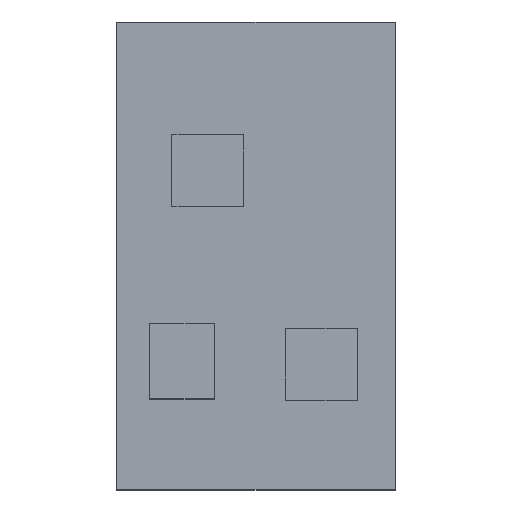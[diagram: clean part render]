
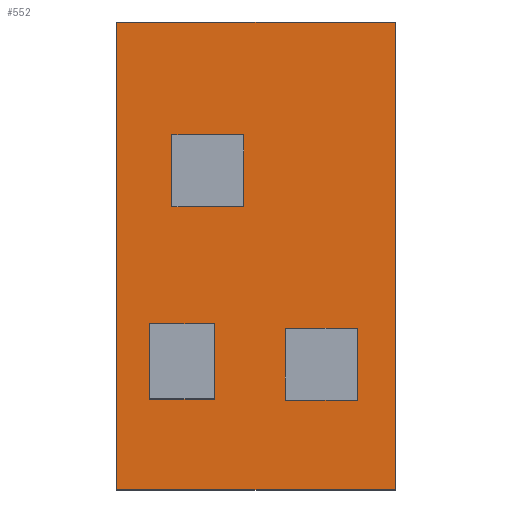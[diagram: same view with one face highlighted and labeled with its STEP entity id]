
A CAD part, top view. The second image highlights one B-rep face of the part: STEP entity #552.
In plain terms, the highlighted planar face has unit normal (0, 0, 1).
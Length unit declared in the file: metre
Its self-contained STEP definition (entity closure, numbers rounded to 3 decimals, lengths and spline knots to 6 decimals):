
#24=ORIENTED_EDGE('',*,*,#160,.T.);
#25=ORIENTED_EDGE('',*,*,#161,.T.);
#26=ORIENTED_EDGE('',*,*,#162,.F.);
#27=ORIENTED_EDGE('',*,*,#163,.F.);
#28=ORIENTED_EDGE('',*,*,#164,.F.);
#29=ORIENTED_EDGE('',*,*,#165,.T.);
#30=ORIENTED_EDGE('',*,*,#166,.T.);
#31=ORIENTED_EDGE('',*,*,#167,.F.);
#32=ORIENTED_EDGE('',*,*,#168,.F.);
#33=ORIENTED_EDGE('',*,*,#169,.T.);
#34=ORIENTED_EDGE('',*,*,#170,.T.);
#35=ORIENTED_EDGE('',*,*,#171,.F.);
#36=ORIENTED_EDGE('',*,*,#172,.F.);
#37=ORIENTED_EDGE('',*,*,#173,.T.);
#38=ORIENTED_EDGE('',*,*,#174,.T.);
#39=ORIENTED_EDGE('',*,*,#175,.F.);
#160=EDGE_CURVE('',#228,#229,#276,.T.);
#161=EDGE_CURVE('',#229,#230,#277,.T.);
#162=EDGE_CURVE('',#231,#230,#278,.T.);
#163=EDGE_CURVE('',#228,#231,#279,.T.);
#164=EDGE_CURVE('',#232,#233,#280,.T.);
#165=EDGE_CURVE('',#232,#234,#281,.T.);
#166=EDGE_CURVE('',#234,#235,#282,.T.);
#167=EDGE_CURVE('',#233,#235,#283,.T.);
#168=EDGE_CURVE('',#236,#237,#284,.T.);
#169=EDGE_CURVE('',#236,#238,#285,.T.);
#170=EDGE_CURVE('',#238,#239,#286,.T.);
#171=EDGE_CURVE('',#237,#239,#287,.T.);
#172=EDGE_CURVE('',#240,#241,#288,.T.);
#173=EDGE_CURVE('',#240,#242,#289,.T.);
#174=EDGE_CURVE('',#242,#243,#290,.T.);
#175=EDGE_CURVE('',#241,#243,#291,.T.);
#228=VERTEX_POINT('',#999);
#229=VERTEX_POINT('',#1000);
#230=VERTEX_POINT('',#1002);
#231=VERTEX_POINT('',#1004);
#232=VERTEX_POINT('',#1007);
#233=VERTEX_POINT('',#1008);
#234=VERTEX_POINT('',#1010);
#235=VERTEX_POINT('',#1012);
#236=VERTEX_POINT('',#1015);
#237=VERTEX_POINT('',#1016);
#238=VERTEX_POINT('',#1018);
#239=VERTEX_POINT('',#1020);
#240=VERTEX_POINT('',#1023);
#241=VERTEX_POINT('',#1024);
#242=VERTEX_POINT('',#1026);
#243=VERTEX_POINT('',#1028);
#276=LINE('',#998,#336);
#277=LINE('',#1001,#337);
#278=LINE('',#1003,#338);
#279=LINE('',#1005,#339);
#280=LINE('',#1006,#340);
#281=LINE('',#1009,#341);
#282=LINE('',#1011,#342);
#283=LINE('',#1013,#343);
#284=LINE('',#1014,#344);
#285=LINE('',#1017,#345);
#286=LINE('',#1019,#346);
#287=LINE('',#1021,#347);
#288=LINE('',#1022,#348);
#289=LINE('',#1025,#349);
#290=LINE('',#1027,#350);
#291=LINE('',#1029,#351);
#336=VECTOR('',#854,1.);
#337=VECTOR('',#855,1.);
#338=VECTOR('',#856,1.);
#339=VECTOR('',#857,1.);
#340=VECTOR('',#858,1.);
#341=VECTOR('',#859,1.);
#342=VECTOR('',#860,1.);
#343=VECTOR('',#861,1.);
#344=VECTOR('',#862,1.);
#345=VECTOR('',#863,1.);
#346=VECTOR('',#864,1.);
#347=VECTOR('',#865,1.);
#348=VECTOR('',#866,1.);
#349=VECTOR('',#867,1.);
#350=VECTOR('',#868,1.);
#351=VECTOR('',#869,1.);
#396=EDGE_LOOP('',(#24,#25,#26,#27));
#397=EDGE_LOOP('',(#28,#29,#30,#31));
#398=EDGE_LOOP('',(#32,#33,#34,#35));
#399=EDGE_LOOP('',(#36,#37,#38,#39));
#442=FACE_BOUND('',#396,.T.);
#443=FACE_BOUND('',#397,.T.);
#444=FACE_BOUND('',#398,.T.);
#445=FACE_BOUND('',#399,.T.);
#488=PLANE('',#808);
#552=ADVANCED_FACE('Face appearance 1',(#442,#443,#444,#445),#488,.T.);
#808=AXIS2_PLACEMENT_3D('',#997,#852,#853);
#852=DIRECTION('',(0.,0.,1.));
#853=DIRECTION('',(1.,0.,0.));
#854=DIRECTION('',(0.,-1.,0.));
#855=DIRECTION('',(-1.,0.,0.));
#856=DIRECTION('',(0.,-1.,0.));
#857=DIRECTION('',(-1.,0.,0.));
#858=DIRECTION('',(1.,0.,0.));
#859=DIRECTION('',(0.,-1.,0.));
#860=DIRECTION('',(1.,0.,0.));
#861=DIRECTION('',(0.,-1.,0.));
#862=DIRECTION('',(0.,-1.,0.));
#863=DIRECTION('',(1.,0.,0.));
#864=DIRECTION('',(0.,-1.,0.));
#865=DIRECTION('',(1.,0.,0.));
#866=DIRECTION('',(0.,-1.,0.));
#867=DIRECTION('',(1.,0.,0.));
#868=DIRECTION('',(0.,-1.,0.));
#869=DIRECTION('',(1.,0.,0.));
#997=CARTESIAN_POINT('',(-0.000084,-0.000185,0.0015));
#998=CARTESIAN_POINT('',(-0.002399,-0.006049,0.0015));
#999=CARTESIAN_POINT('',(-0.002399,-0.003964,0.0015));
#1000=CARTESIAN_POINT('',(-0.002399,-0.008134,0.0015));
#1001=CARTESIAN_POINT('',(-0.004197,-0.008134,0.0015));
#1002=CARTESIAN_POINT('',(-0.005995,-0.008134,0.0015));
#1003=CARTESIAN_POINT('',(-0.005995,-0.006049,0.0015));
#1004=CARTESIAN_POINT('',(-0.005995,-0.003964,0.0015));
#1005=CARTESIAN_POINT('',(-0.004197,-0.003964,0.0015));
#1006=CARTESIAN_POINT('',(-0.000084,0.012815,0.0015));
#1007=CARTESIAN_POINT('',(-0.007834,0.012815,0.0015));
#1008=CARTESIAN_POINT('',(0.007666,0.012815,0.0015));
#1009=CARTESIAN_POINT('',(-0.007834,-0.000185,0.0015));
#1010=CARTESIAN_POINT('',(-0.007834,-0.013185,0.0015));
#1011=CARTESIAN_POINT('',(-0.000084,-0.013185,0.0015));
#1012=CARTESIAN_POINT('',(0.007666,-0.013185,0.0015));
#1013=CARTESIAN_POINT('',(0.007666,-0.000185,0.0015));
#1014=CARTESIAN_POINT('',(-0.004755,0.004541,0.0015));
#1015=CARTESIAN_POINT('',(-0.004755,0.006541,0.0015));
#1016=CARTESIAN_POINT('',(-0.004755,0.002541,0.0015));
#1017=CARTESIAN_POINT('',(-0.002755,0.006541,0.0015));
#1018=CARTESIAN_POINT('',(-0.000755,0.006541,0.0015));
#1019=CARTESIAN_POINT('',(-0.000755,0.004541,0.0015));
#1020=CARTESIAN_POINT('',(-0.000755,0.002541,0.0015));
#1021=CARTESIAN_POINT('',(-0.002755,0.002541,0.0015));
#1022=CARTESIAN_POINT('',(0.001552,-0.006212,0.0015));
#1023=CARTESIAN_POINT('',(0.001552,-0.004212,0.0015));
#1024=CARTESIAN_POINT('',(0.001552,-0.008212,0.0015));
#1025=CARTESIAN_POINT('',(0.003552,-0.004212,0.0015));
#1026=CARTESIAN_POINT('',(0.005552,-0.004212,0.0015));
#1027=CARTESIAN_POINT('',(0.005552,-0.006212,0.0015));
#1028=CARTESIAN_POINT('',(0.005552,-0.008212,0.0015));
#1029=CARTESIAN_POINT('',(0.003552,-0.008212,0.0015));
